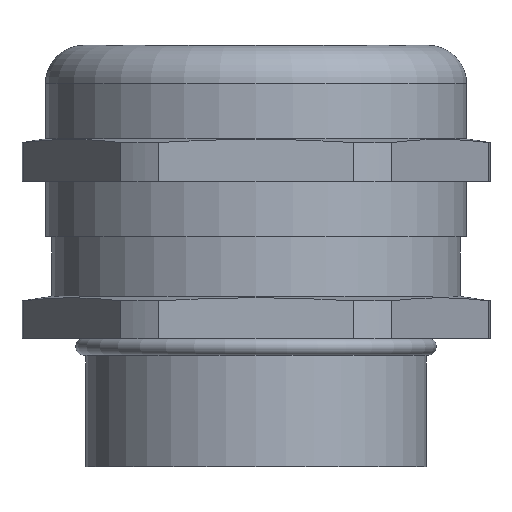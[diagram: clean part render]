
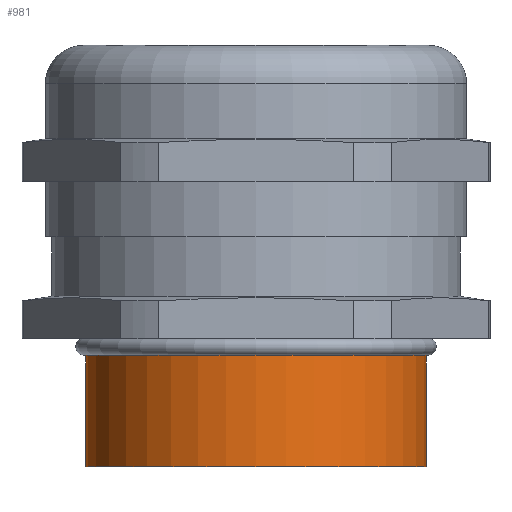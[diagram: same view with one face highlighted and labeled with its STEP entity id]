
A CAD part, front view. The second image highlights one B-rep face of the part: STEP entity #981.
In plain terms, the highlighted cylindrical face has radius 20 mm (diameter 40 mm), a partial arc.
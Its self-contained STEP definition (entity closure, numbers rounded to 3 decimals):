
#133=CARTESIAN_POINT('',(0.,0.,-3.));
#134=DIRECTION('',(0.,0.,1.));
#135=DIRECTION('',(-1.,0.,0.));
#136=AXIS2_PLACEMENT_3D('',#133,#134,#135);
#148=DIRECTION('',(0.,0.,-1.));
#149=VECTOR('',#148,13.12);
#150=CARTESIAN_POINT('',(20.,0.,10.12));
#151=LINE('',#150,#149);
#152=DIRECTION('',(0.,0.,1.));
#153=VECTOR('',#152,13.12);
#154=CARTESIAN_POINT('',(-20.,0.,-3.));
#155=LINE('',#154,#153);
#161=CARTESIAN_POINT('',(0.,0.,10.12));
#162=DIRECTION('',(0.,0.,1.));
#163=DIRECTION('',(-1.,0.,0.));
#164=AXIS2_PLACEMENT_3D('',#161,#162,#163);
#780=CARTESIAN_POINT('',(-20.,0.,10.12));
#782=VERTEX_POINT('',#780);
#783=CARTESIAN_POINT('',(20.,0.,10.12));
#784=VERTEX_POINT('',#783);
#818=CARTESIAN_POINT('',(20.,0.,-3.));
#819=CARTESIAN_POINT('',(-20.,0.,-3.));
#820=VERTEX_POINT('',#818);
#821=VERTEX_POINT('',#819);
#969=CARTESIAN_POINT('',(0.,0.,12.));
#970=DIRECTION('',(0.,0.,-1.));
#971=DIRECTION('',(-1.,0.,0.));
#972=AXIS2_PLACEMENT_3D('',#969,#970,#971);
#973=CYLINDRICAL_SURFACE('',#972,20.);
#974=ORIENTED_EDGE('',*,*,#962,.T.);
#975=ORIENTED_EDGE('',*,*,#945,.F.);
#976=ORIENTED_EDGE('',*,*,#959,.T.);
#978=ORIENTED_EDGE('',*,*,#977,.T.);
#979=EDGE_LOOP('',(#974,#975,#976,#978));
#980=FACE_OUTER_BOUND('',#979,.F.);
#137=CIRCLE('',#136,20.);
#165=CIRCLE('',#164,20.);
#945=EDGE_CURVE('',#821,#820,#137,.T.);
#959=EDGE_CURVE('',#821,#782,#155,.T.);
#962=EDGE_CURVE('',#784,#820,#151,.T.);
#977=EDGE_CURVE('',#782,#784,#165,.T.);
#981=ADVANCED_FACE('',(#980),#973,.T.);
